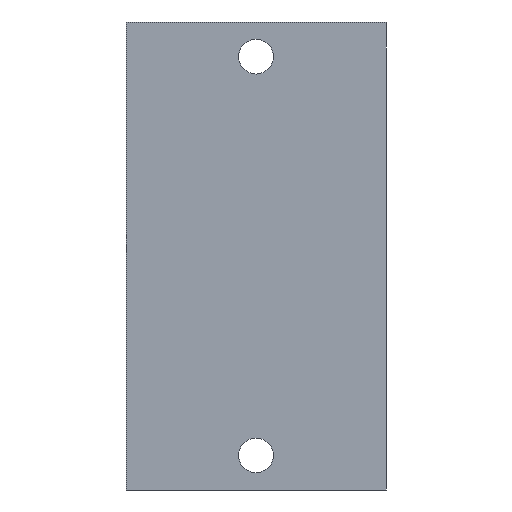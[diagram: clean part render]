
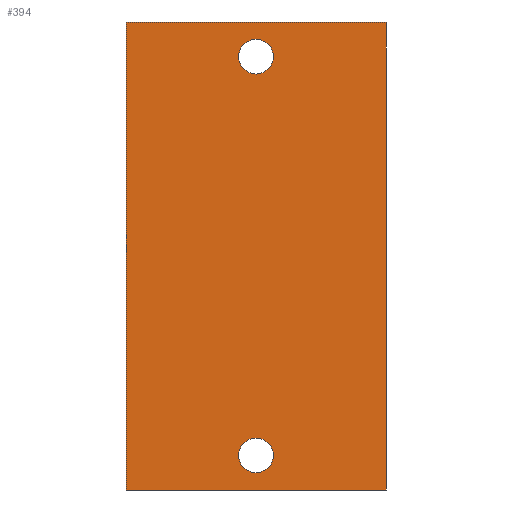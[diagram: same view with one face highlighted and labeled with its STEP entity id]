
A CAD part, front view. The second image highlights one B-rep face of the part: STEP entity #394.
In plain terms, the highlighted planar face has unit normal (0, -1, 0).
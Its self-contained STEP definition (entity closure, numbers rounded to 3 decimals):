
#8 = LINE ( 'NONE', #734, #1072 ) ;
#26 = EDGE_LOOP ( 'NONE', ( #832, #873, #382, #126 ) ) ;
#49 = LINE ( 'NONE', #1066, #1052 ) ;
#57 = LINE ( 'NONE', #972, #502 ) ;
#58 = DIRECTION ( 'NONE',  ( 0., 1., 0. ) ) ;
#67 = CIRCLE ( 'NONE', #322, 2. ) ;
#72 = AXIS2_PLACEMENT_3D ( 'NONE', #592, #483, #506 ) ;
#106 = EDGE_CURVE ( 'NONE', #503, #859, #67, .T. ) ;
#126 = ORIENTED_EDGE ( 'NONE', *, *, #208, .T. ) ;
#142 = CARTESIAN_POINT ( 'NONE',  ( 1., -1., 27. ) ) ;
#143 = VECTOR ( 'NONE', #707, 1000. ) ;
#172 = VERTEX_POINT ( 'NONE', #817 ) ;
#208 = EDGE_CURVE ( 'NONE', #172, #589, #8, .T. ) ;
#238 = FACE_BOUND ( 'NONE', #732, .T. ) ;
#245 = FACE_OUTER_BOUND ( 'NONE', #26, .T. ) ;
#273 = ORIENTED_EDGE ( 'NONE', *, *, #296, .T. ) ;
#283 = CARTESIAN_POINT ( 'NONE',  ( -14., -1., -23. ) ) ;
#296 = EDGE_CURVE ( 'NONE', #1096, #678, #606, .T. ) ;
#310 = EDGE_CURVE ( 'NONE', #859, #503, #343, .T. ) ;
#322 = AXIS2_PLACEMENT_3D ( 'NONE', #283, #478, #1007 ) ;
#340 = CARTESIAN_POINT ( 'NONE',  ( 1., -1., 27. ) ) ;
#343 = CIRCLE ( 'NONE', #72, 2. ) ;
#347 = LINE ( 'NONE', #716, #143 ) ;
#382 = ORIENTED_EDGE ( 'NONE', *, *, #833, .F. ) ;
#394 = ADVANCED_FACE ( 'NONE', ( #781, #238, #245 ), #510, .F. ) ;
#413 = DIRECTION ( 'NONE',  ( 1., 0., 0. ) ) ;
#433 = DIRECTION ( 'NONE',  ( -1., 0., 0. ) ) ;
#478 = DIRECTION ( 'NONE',  ( 0., 1., 0. ) ) ;
#483 = DIRECTION ( 'NONE',  ( 0., 1., 0. ) ) ;
#488 = EDGE_CURVE ( 'NONE', #808, #711, #49, .T. ) ;
#502 = VECTOR ( 'NONE', #1071, 1000. ) ;
#503 = VERTEX_POINT ( 'NONE', #1086 ) ;
#506 = DIRECTION ( 'NONE',  ( -1., 0., 0. ) ) ;
#510 = PLANE ( 'NONE',  #1091 ) ;
#583 = CARTESIAN_POINT ( 'NONE',  ( -16., -1., 23. ) ) ;
#589 = VERTEX_POINT ( 'NONE', #1021 ) ;
#592 = CARTESIAN_POINT ( 'NONE',  ( -14., -1., -23. ) ) ;
#606 = CIRCLE ( 'NONE', #702, 2. ) ;
#644 = EDGE_LOOP ( 'NONE', ( #891, #273 ) ) ;
#664 = EDGE_CURVE ( 'NONE', #678, #1096, #983, .T. ) ;
#678 = VERTEX_POINT ( 'NONE', #583 ) ;
#683 = DIRECTION ( 'NONE',  ( 0., 1., 0. ) ) ;
#684 = DIRECTION ( 'NONE',  ( 0., 1., 0. ) ) ;
#701 = DIRECTION ( 'NONE',  ( 0., 0., -1. ) ) ;
#702 = AXIS2_PLACEMENT_3D ( 'NONE', #772, #684, #413 ) ;
#707 = DIRECTION ( 'NONE',  ( 1., 0., 0. ) ) ;
#711 = VERTEX_POINT ( 'NONE', #1144 ) ;
#716 = CARTESIAN_POINT ( 'NONE',  ( 1., -1., -27. ) ) ;
#732 = EDGE_LOOP ( 'NONE', ( #912, #1035 ) ) ;
#734 = CARTESIAN_POINT ( 'NONE',  ( -29., -1., 27. ) ) ;
#772 = CARTESIAN_POINT ( 'NONE',  ( -14., -1., 23. ) ) ;
#781 = FACE_BOUND ( 'NONE', #644, .T. ) ;
#795 = CARTESIAN_POINT ( 'NONE',  ( -12., -1., -23. ) ) ;
#808 = VERTEX_POINT ( 'NONE', #142 ) ;
#817 = CARTESIAN_POINT ( 'NONE',  ( -29., -1., 27. ) ) ;
#830 = CARTESIAN_POINT ( 'NONE',  ( -12., -1., 23. ) ) ;
#832 = ORIENTED_EDGE ( 'NONE', *, *, #1018, .T. ) ;
#833 = EDGE_CURVE ( 'NONE', #172, #808, #57, .T. ) ;
#840 = DIRECTION ( 'NONE',  ( 0., 0., -1. ) ) ;
#859 = VERTEX_POINT ( 'NONE', #795 ) ;
#873 = ORIENTED_EDGE ( 'NONE', *, *, #488, .F. ) ;
#891 = ORIENTED_EDGE ( 'NONE', *, *, #664, .T. ) ;
#912 = ORIENTED_EDGE ( 'NONE', *, *, #106, .T. ) ;
#929 = AXIS2_PLACEMENT_3D ( 'NONE', #1045, #683, #946 ) ;
#946 = DIRECTION ( 'NONE',  ( 1., 0., 0. ) ) ;
#972 = CARTESIAN_POINT ( 'NONE',  ( 1., -1., 27. ) ) ;
#983 = CIRCLE ( 'NONE', #929, 2. ) ;
#1007 = DIRECTION ( 'NONE',  ( -1., 0., 0. ) ) ;
#1018 = EDGE_CURVE ( 'NONE', #589, #711, #347, .T. ) ;
#1021 = CARTESIAN_POINT ( 'NONE',  ( -29., -1., -27. ) ) ;
#1035 = ORIENTED_EDGE ( 'NONE', *, *, #310, .T. ) ;
#1045 = CARTESIAN_POINT ( 'NONE',  ( -14., -1., 23. ) ) ;
#1052 = VECTOR ( 'NONE', #701, 1000. ) ;
#1066 = CARTESIAN_POINT ( 'NONE',  ( 1., -1., 27. ) ) ;
#1071 = DIRECTION ( 'NONE',  ( 1., 0., 0. ) ) ;
#1072 = VECTOR ( 'NONE', #840, 1000. ) ;
#1086 = CARTESIAN_POINT ( 'NONE',  ( -16., -1., -23. ) ) ;
#1091 = AXIS2_PLACEMENT_3D ( 'NONE', #340, #58, #433 ) ;
#1096 = VERTEX_POINT ( 'NONE', #830 ) ;
#1144 = CARTESIAN_POINT ( 'NONE',  ( 1., -1., -27. ) ) ;
